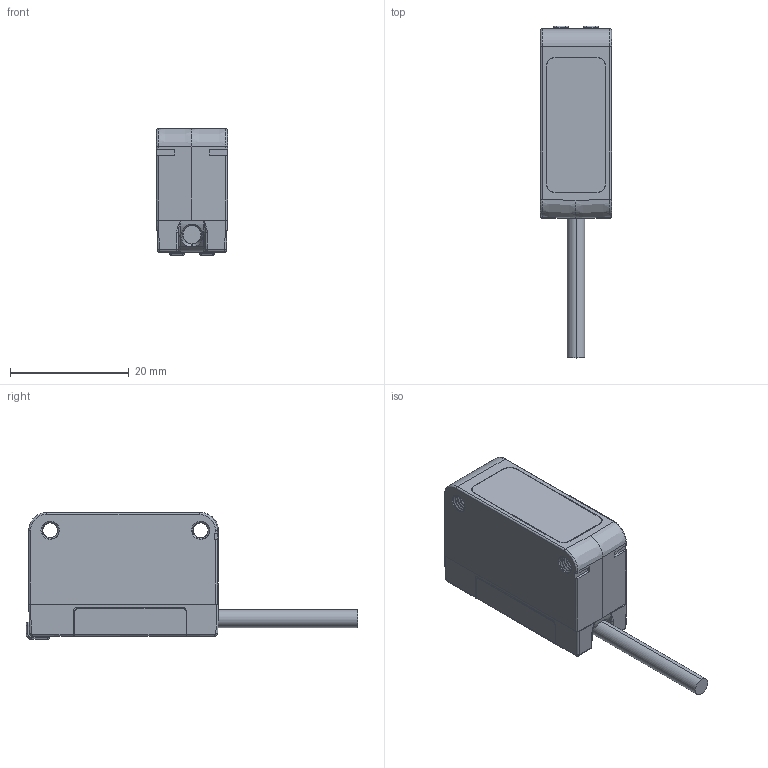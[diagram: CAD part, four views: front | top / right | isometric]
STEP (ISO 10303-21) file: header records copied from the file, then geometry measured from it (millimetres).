
FILE_DESCRIPTION((''),'2;1');
FILE_NAME('228219_SM01_ASM','2022-03-18T12:52:48',('PDMAdmin'),('BANNER ENGINEERING'),'CREO PARAMETRIC BY PTC INC, 2019292','CREO PARAMETRIC BY PTC INC, 2019292','');
FILE_SCHEMA(('CONFIG_CONTROL_DESIGN'));
Products named in the file (3): 228219_EP01; 222349_CABLE--SHORT; 228219_SM01_ASM
Assembly tree (2 placements, depth 2):
  228219_SM01_ASM
    228219_EP01
    222349_CABLE--SHORT
Bounding box: 12 x 56.02 x 21.4 mm (x, y, z)
Volume: 7952.5 mm3; surface area: 3456.8 mm2
Topology: 2 solids, 2 shells, 441 faces, 1137 edges, 711 vertices
Faces by surface type: cylinder 168, plane 157, bspline 84, cone 24, torus 4, sphere 4
Entity records: 39830 total; most frequent: CARTESIAN_POINT 30006, ORIENTED_EDGE 2274, DIRECTION 1620, EDGE_CURVE 1137, VERTEX_POINT 711, VECTOR 586, LINE 586, AXIS2_PLACEMENT_3D 517
